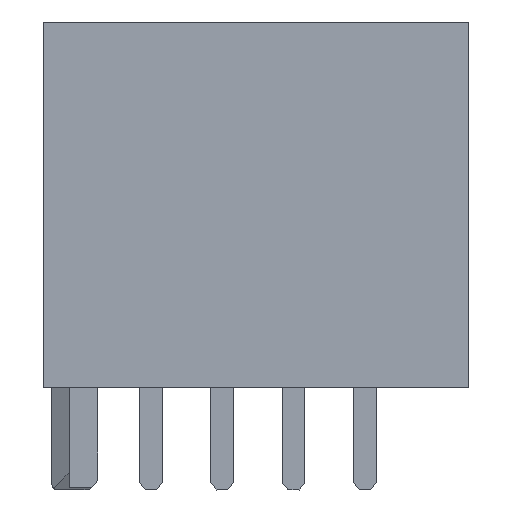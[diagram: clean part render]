
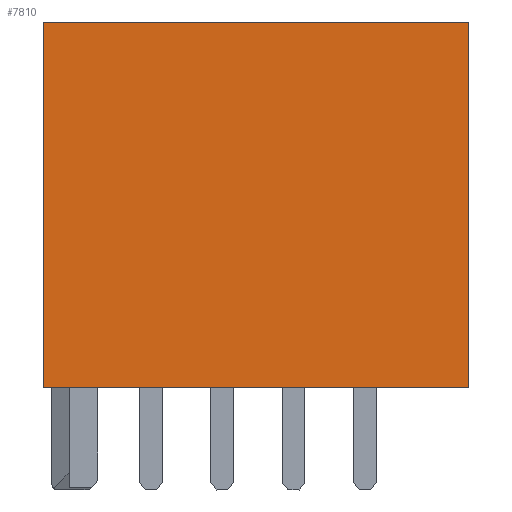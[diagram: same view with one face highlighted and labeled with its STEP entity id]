
A CAD part, left-side view. The second image highlights one B-rep face of the part: STEP entity #7810.
In plain terms, the highlighted face is planar.
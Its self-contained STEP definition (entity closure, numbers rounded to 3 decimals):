
#769=ORIENTED_EDGE('',*,*,#2961,.F.);
#770=ORIENTED_EDGE('',*,*,#2700,.F.);
#771=ORIENTED_EDGE('',*,*,#2962,.F.);
#772=ORIENTED_EDGE('',*,*,#2963,.F.);
#2700=EDGE_CURVE('',#3846,#3847,#4603,.T.);
#2961=EDGE_CURVE('',#3847,#4019,#4858,.T.);
#2962=EDGE_CURVE('',#4020,#3846,#4859,.T.);
#2963=EDGE_CURVE('',#4019,#4020,#4860,.T.);
#3846=VERTEX_POINT('',#11166);
#3847=VERTEX_POINT('',#11168);
#4019=VERTEX_POINT('',#11655);
#4020=VERTEX_POINT('',#11657);
#4603=LINE('',#11167,#5716);
#4858=LINE('',#11654,#5971);
#4859=LINE('',#11656,#5972);
#4860=LINE('',#11658,#5973);
#5716=VECTOR('',#8913,1000.);
#5971=VECTOR('',#9288,1000.);
#5972=VECTOR('',#9289,1000.);
#5973=VECTOR('',#9290,1000.);
#6627=EDGE_LOOP('',(#769,#770,#771,#772));
#7038=FACE_BOUND('',#6627,.T.);
#7438=PLANE('',#8236);
#7810=ADVANCED_FACE('',(#7038),#7438,.F.);
#8236=AXIS2_PLACEMENT_3D('',#11653,#9286,#9287);
#8913=DIRECTION('',(1.,0.,0.));
#9286=DIRECTION('',(0.,1.,0.));
#9287=DIRECTION('',(0.,0.,1.));
#9288=DIRECTION('',(0.,0.,-1.));
#9289=DIRECTION('',(0.,0.,1.));
#9290=DIRECTION('',(-1.,0.,0.));
#11166=CARTESIAN_POINT('',(-7.45,0.,6.4));
#11167=CARTESIAN_POINT('',(-7.45,0.,6.4));
#11168=CARTESIAN_POINT('',(7.45,0.,6.4));
#11653=CARTESIAN_POINT('',(0.,0.,0.));
#11654=CARTESIAN_POINT('',(7.45,0.,6.4));
#11655=CARTESIAN_POINT('',(7.45,0.,-6.4));
#11656=CARTESIAN_POINT('',(-7.45,0.,-6.4));
#11657=CARTESIAN_POINT('',(-7.45,0.,-6.4));
#11658=CARTESIAN_POINT('',(7.45,0.,-6.4));
